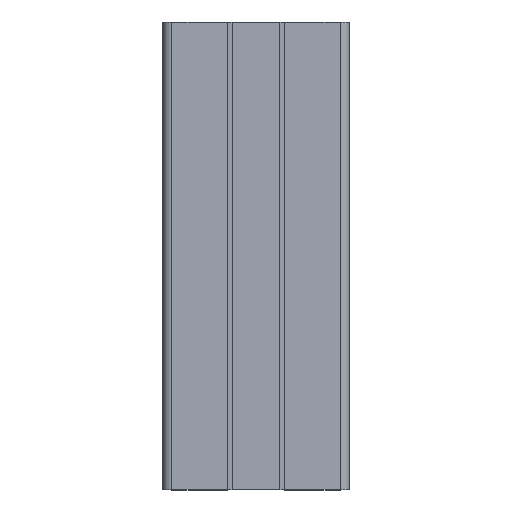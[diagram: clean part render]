
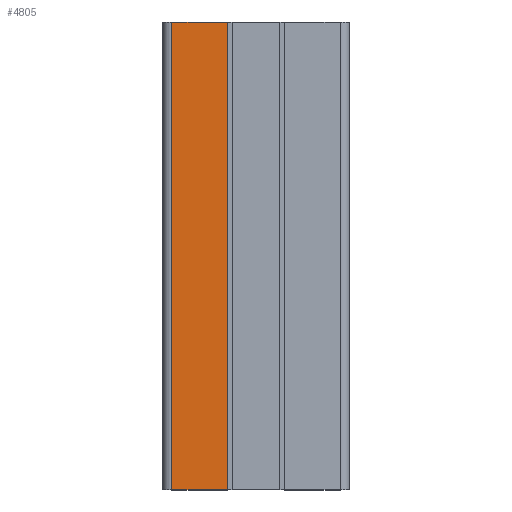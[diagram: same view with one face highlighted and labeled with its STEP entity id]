
A CAD part, top view. The second image highlights one B-rep face of the part: STEP entity #4805.
In plain terms, the highlighted planar face has unit normal (0, 0, 1).
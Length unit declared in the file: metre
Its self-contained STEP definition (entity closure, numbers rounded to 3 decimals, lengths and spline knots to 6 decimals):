
#289=FACE_OUTER_BOUND('',#527,.T.);
#527=EDGE_LOOP('',(#3591,#3592,#3593,#3594));
#1007=LINE('',#7330,#1627);
#1008=LINE('',#7332,#1628);
#1009=LINE('',#7334,#1629);
#1010=LINE('',#7335,#1630);
#1627=VECTOR('',#5956,0.0119);
#1628=VECTOR('',#5957,0.1);
#1629=VECTOR('',#5958,0.0119);
#1630=VECTOR('',#5959,0.1);
#2147=VERTEX_POINT('',#7328);
#2148=VERTEX_POINT('',#7329);
#2149=VERTEX_POINT('',#7331);
#2150=VERTEX_POINT('',#7333);
#2751=EDGE_CURVE('',#2147,#2148,#1007,.T.);
#2752=EDGE_CURVE('',#2149,#2148,#1008,.T.);
#2753=EDGE_CURVE('',#2150,#2149,#1009,.T.);
#2754=EDGE_CURVE('',#2150,#2147,#1010,.T.);
#3591=ORIENTED_EDGE('',*,*,#2751,.T.);
#3592=ORIENTED_EDGE('',*,*,#2752,.F.);
#3593=ORIENTED_EDGE('',*,*,#2753,.F.);
#3594=ORIENTED_EDGE('',*,*,#2754,.T.);
#4595=PLANE('',#5098);
#4805=ADVANCED_FACE('',(#289),#4595,.F.);
#5098=AXIS2_PLACEMENT_3D('',#7327,#5954,#5955);
#5954=DIRECTION('center_axis',(0.,0.,-1.));
#5955=DIRECTION('ref_axis',(-1.,0.,0.));
#5956=DIRECTION('',(1.,0.,0.));
#5957=DIRECTION('',(0.,-1.,0.));
#5958=DIRECTION('',(1.,0.,0.));
#5959=DIRECTION('',(0.,-1.,0.));
#7327=CARTESIAN_POINT('Origin',(0.016276,0.930921,0.100586));
#7328=CARTESIAN_POINT('',(0.004376,-0.069079,0.100586));
#7329=CARTESIAN_POINT('',(0.016276,-0.069079,0.100586));
#7330=CARTESIAN_POINT('',(0.004376,-0.069079,0.100586));
#7331=CARTESIAN_POINT('',(0.016276,0.030921,0.100586));
#7332=CARTESIAN_POINT('',(0.016276,0.030921,0.100586));
#7333=CARTESIAN_POINT('',(0.004376,0.030921,0.100586));
#7334=CARTESIAN_POINT('',(0.004376,0.030921,0.100586));
#7335=CARTESIAN_POINT('',(0.004376,0.030921,0.100586));
